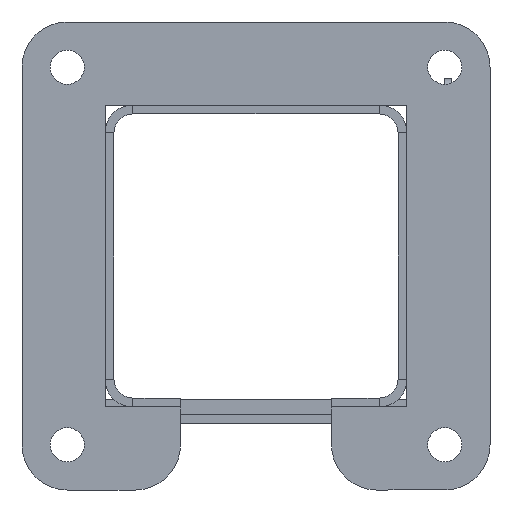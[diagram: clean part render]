
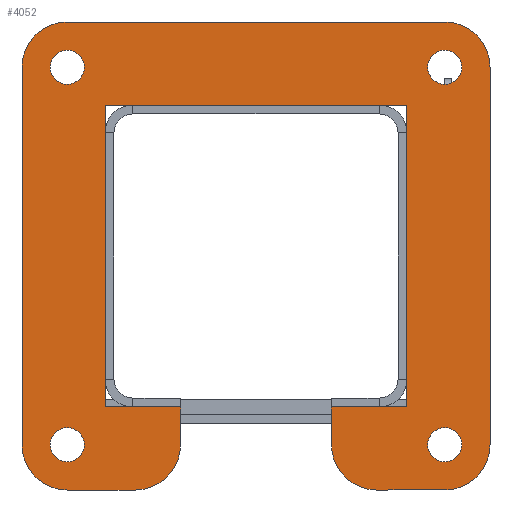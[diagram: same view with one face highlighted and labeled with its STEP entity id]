
A CAD part, front view. The second image highlights one B-rep face of the part: STEP entity #4052.
In plain terms, the highlighted face is planar.
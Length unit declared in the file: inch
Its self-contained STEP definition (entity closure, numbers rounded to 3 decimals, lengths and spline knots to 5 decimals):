
#144=FACE_BOUND('',#670,.T.);
#145=FACE_BOUND('',#671,.T.);
#146=FACE_BOUND('',#672,.T.);
#147=FACE_BOUND('',#673,.T.);
#148=FACE_BOUND('',#674,.T.);
#271=PLANE('',#4347);
#670=EDGE_LOOP('',(#2952));
#671=EDGE_LOOP('',(#2953));
#672=EDGE_LOOP('',(#2954));
#673=EDGE_LOOP('',(#2955));
#674=EDGE_LOOP('',(#2956,#2957,#2958,#2959,#2960,#2961,#2962,#2963,#2964,
#2965,#2966,#2967,#2968,#2969,#2970,#2971,#2972,#2973));
#910=CIRCLE('',#4306,0.14063);
#912=CIRCLE('',#4309,0.14063);
#914=CIRCLE('',#4312,0.14063);
#916=CIRCLE('',#4315,0.14063);
#918=CIRCLE('',#4321,0.375);
#920=CIRCLE('',#4325,0.375);
#922=CIRCLE('',#4329,0.375);
#924=CIRCLE('',#4333,0.375);
#926=CIRCLE('',#4337,0.375);
#928=CIRCLE('',#4341,0.375);
#1104=LINE('',#6097,#1492);
#1108=LINE('',#6105,#1496);
#1111=LINE('',#6111,#1499);
#1115=LINE('',#6123,#1503);
#1119=LINE('',#6135,#1507);
#1123=LINE('',#6147,#1511);
#1127=LINE('',#6159,#1515);
#1131=LINE('',#6171,#1519);
#1135=LINE('',#6183,#1523);
#1138=LINE('',#6189,#1526);
#1141=LINE('',#6195,#1529);
#1144=LINE('',#6200,#1532);
#1492=VECTOR('',#4874,2.5);
#1496=VECTOR('',#4880,0.625);
#1499=VECTOR('',#4885,0.3125);
#1503=VECTOR('',#4897,0.5625);
#1507=VECTOR('',#4909,3.125);
#1511=VECTOR('',#4921,3.125);
#1515=VECTOR('',#4933,3.125);
#1519=VECTOR('',#4945,0.5625);
#1523=VECTOR('',#4957,0.3125);
#1526=VECTOR('',#4962,0.625);
#1529=VECTOR('',#4967,2.5);
#1532=VECTOR('',#4972,2.5);
#1860=VERTEX_POINT('',#6075);
#1862=VERTEX_POINT('',#6080);
#1864=VERTEX_POINT('',#6085);
#1866=VERTEX_POINT('',#6090);
#1868=VERTEX_POINT('',#6095);
#1869=VERTEX_POINT('',#6096);
#1872=VERTEX_POINT('',#6104);
#1874=VERTEX_POINT('',#6110);
#1876=VERTEX_POINT('',#6116);
#1878=VERTEX_POINT('',#6122);
#1880=VERTEX_POINT('',#6128);
#1882=VERTEX_POINT('',#6134);
#1884=VERTEX_POINT('',#6140);
#1886=VERTEX_POINT('',#6146);
#1888=VERTEX_POINT('',#6152);
#1890=VERTEX_POINT('',#6158);
#1892=VERTEX_POINT('',#6164);
#1894=VERTEX_POINT('',#6170);
#1896=VERTEX_POINT('',#6176);
#1898=VERTEX_POINT('',#6182);
#1900=VERTEX_POINT('',#6188);
#1902=VERTEX_POINT('',#6194);
#2254=EDGE_CURVE('',#1860,#1860,#910,.T.);
#2256=EDGE_CURVE('',#1862,#1862,#912,.T.);
#2258=EDGE_CURVE('',#1864,#1864,#914,.T.);
#2260=EDGE_CURVE('',#1866,#1866,#916,.T.);
#2262=EDGE_CURVE('',#1868,#1869,#1104,.T.);
#2266=EDGE_CURVE('',#1869,#1872,#1108,.T.);
#2269=EDGE_CURVE('',#1872,#1874,#1111,.T.);
#2272=EDGE_CURVE('',#1874,#1876,#918,.T.);
#2275=EDGE_CURVE('',#1876,#1878,#1115,.T.);
#2278=EDGE_CURVE('',#1878,#1880,#920,.T.);
#2281=EDGE_CURVE('',#1880,#1882,#1119,.T.);
#2284=EDGE_CURVE('',#1882,#1884,#922,.T.);
#2287=EDGE_CURVE('',#1884,#1886,#1123,.T.);
#2290=EDGE_CURVE('',#1886,#1888,#924,.T.);
#2293=EDGE_CURVE('',#1888,#1890,#1127,.T.);
#2296=EDGE_CURVE('',#1890,#1892,#926,.T.);
#2299=EDGE_CURVE('',#1892,#1894,#1131,.T.);
#2302=EDGE_CURVE('',#1894,#1896,#928,.T.);
#2305=EDGE_CURVE('',#1896,#1898,#1135,.T.);
#2308=EDGE_CURVE('',#1898,#1900,#1138,.T.);
#2311=EDGE_CURVE('',#1900,#1902,#1141,.T.);
#2314=EDGE_CURVE('',#1902,#1868,#1144,.T.);
#2952=ORIENTED_EDGE('',*,*,#2254,.T.);
#2953=ORIENTED_EDGE('',*,*,#2256,.T.);
#2954=ORIENTED_EDGE('',*,*,#2258,.T.);
#2955=ORIENTED_EDGE('',*,*,#2260,.T.);
#2956=ORIENTED_EDGE('',*,*,#2262,.F.);
#2957=ORIENTED_EDGE('',*,*,#2314,.F.);
#2958=ORIENTED_EDGE('',*,*,#2311,.F.);
#2959=ORIENTED_EDGE('',*,*,#2308,.F.);
#2960=ORIENTED_EDGE('',*,*,#2305,.F.);
#2961=ORIENTED_EDGE('',*,*,#2302,.F.);
#2962=ORIENTED_EDGE('',*,*,#2299,.F.);
#2963=ORIENTED_EDGE('',*,*,#2296,.F.);
#2964=ORIENTED_EDGE('',*,*,#2293,.F.);
#2965=ORIENTED_EDGE('',*,*,#2290,.F.);
#2966=ORIENTED_EDGE('',*,*,#2287,.F.);
#2967=ORIENTED_EDGE('',*,*,#2284,.F.);
#2968=ORIENTED_EDGE('',*,*,#2281,.F.);
#2969=ORIENTED_EDGE('',*,*,#2278,.F.);
#2970=ORIENTED_EDGE('',*,*,#2275,.F.);
#2971=ORIENTED_EDGE('',*,*,#2272,.F.);
#2972=ORIENTED_EDGE('',*,*,#2269,.F.);
#2973=ORIENTED_EDGE('',*,*,#2266,.F.);
#4052=ADVANCED_FACE('',(#144,#145,#146,#147,#148),#271,.T.);
#4306=AXIS2_PLACEMENT_3D('',#6076,#4850,#4851);
#4309=AXIS2_PLACEMENT_3D('',#6081,#4856,#4857);
#4312=AXIS2_PLACEMENT_3D('',#6086,#4862,#4863);
#4315=AXIS2_PLACEMENT_3D('',#6091,#4868,#4869);
#4321=AXIS2_PLACEMENT_3D('',#6117,#4890,#4891);
#4325=AXIS2_PLACEMENT_3D('',#6129,#4902,#4903);
#4329=AXIS2_PLACEMENT_3D('',#6141,#4914,#4915);
#4333=AXIS2_PLACEMENT_3D('',#6153,#4926,#4927);
#4337=AXIS2_PLACEMENT_3D('',#6165,#4938,#4939);
#4341=AXIS2_PLACEMENT_3D('',#6177,#4950,#4951);
#4347=AXIS2_PLACEMENT_3D('',#6202,#4974,#4975);
#4850=DIRECTION('center_axis',(0.,0.,-1.));
#4851=DIRECTION('ref_axis',(-1.,0.,0.));
#4856=DIRECTION('center_axis',(0.,0.,-1.));
#4857=DIRECTION('ref_axis',(-1.,0.,0.));
#4862=DIRECTION('center_axis',(0.,0.,-1.));
#4863=DIRECTION('ref_axis',(-1.,0.,0.));
#4868=DIRECTION('center_axis',(0.,0.,-1.));
#4869=DIRECTION('ref_axis',(-1.,0.,0.));
#4874=DIRECTION('',(0.,1.,0.));
#4880=DIRECTION('',(-1.,0.,0.));
#4885=DIRECTION('',(0.,1.,0.));
#4890=DIRECTION('center_axis',(0.,0.,-1.));
#4891=DIRECTION('ref_axis',(0.,-1.,0.));
#4897=DIRECTION('',(1.,0.,0.));
#4902=DIRECTION('center_axis',(0.,0.,-1.));
#4903=DIRECTION('ref_axis',(-1.,0.,0.));
#4909=DIRECTION('',(0.,-1.,0.));
#4914=DIRECTION('center_axis',(0.,0.,-1.));
#4915=DIRECTION('ref_axis',(0.,1.,0.));
#4921=DIRECTION('',(-1.,0.,0.));
#4926=DIRECTION('center_axis',(0.,0.,-1.));
#4927=DIRECTION('ref_axis',(1.,0.,0.));
#4933=DIRECTION('',(0.,1.,0.));
#4938=DIRECTION('center_axis',(0.,0.,-1.));
#4939=DIRECTION('ref_axis',(0.,-1.,0.));
#4945=DIRECTION('',(1.,0.,0.));
#4950=DIRECTION('center_axis',(0.,0.,-1.));
#4951=DIRECTION('ref_axis',(-1.,0.,0.));
#4957=DIRECTION('',(0.,-1.,0.));
#4962=DIRECTION('',(-1.,0.,0.));
#4967=DIRECTION('',(0.,-1.,0.));
#4972=DIRECTION('',(1.,0.,0.));
#4974=DIRECTION('center_axis',(0.,0.,1.));
#4975=DIRECTION('ref_axis',(1.,0.,0.));
#6075=CARTESIAN_POINT('',(-1.42188,1.5625,0.125));
#6076=CARTESIAN_POINT('Origin',(-1.5625,1.5625,0.125));
#6080=CARTESIAN_POINT('',(-1.42188,-1.5625,0.125));
#6081=CARTESIAN_POINT('Origin',(-1.5625,-1.5625,0.125));
#6085=CARTESIAN_POINT('',(1.70313,-1.5625,0.125));
#6086=CARTESIAN_POINT('Origin',(1.5625,-1.5625,0.125));
#6090=CARTESIAN_POINT('',(1.70313,1.5625,0.125));
#6091=CARTESIAN_POINT('Origin',(1.5625,1.5625,0.125));
#6095=CARTESIAN_POINT('',(1.25,-1.25,0.125));
#6096=CARTESIAN_POINT('',(1.25,1.25,0.125));
#6097=CARTESIAN_POINT('',(1.25,-1.25,0.125));
#6104=CARTESIAN_POINT('',(0.625,1.25,0.125));
#6105=CARTESIAN_POINT('',(1.25,1.25,0.125));
#6110=CARTESIAN_POINT('',(0.625,1.5625,0.125));
#6111=CARTESIAN_POINT('',(0.625,1.25,0.125));
#6116=CARTESIAN_POINT('',(1.,1.9375,0.125));
#6117=CARTESIAN_POINT('Origin',(1.,1.5625,0.125));
#6122=CARTESIAN_POINT('',(1.5625,1.9375,0.125));
#6123=CARTESIAN_POINT('',(1.,1.9375,0.125));
#6128=CARTESIAN_POINT('',(1.9375,1.5625,0.125));
#6129=CARTESIAN_POINT('Origin',(1.5625,1.5625,0.125));
#6134=CARTESIAN_POINT('',(1.9375,-1.5625,0.125));
#6135=CARTESIAN_POINT('',(1.9375,1.5625,0.125));
#6140=CARTESIAN_POINT('',(1.5625,-1.9375,0.125));
#6141=CARTESIAN_POINT('Origin',(1.5625,-1.5625,0.125));
#6146=CARTESIAN_POINT('',(-1.5625,-1.9375,0.125));
#6147=CARTESIAN_POINT('',(1.5625,-1.9375,0.125));
#6152=CARTESIAN_POINT('',(-1.9375,-1.5625,0.125));
#6153=CARTESIAN_POINT('Origin',(-1.5625,-1.5625,0.125));
#6158=CARTESIAN_POINT('',(-1.9375,1.5625,0.125));
#6159=CARTESIAN_POINT('',(-1.9375,-1.5625,0.125));
#6164=CARTESIAN_POINT('',(-1.5625,1.9375,0.125));
#6165=CARTESIAN_POINT('Origin',(-1.5625,1.5625,0.125));
#6170=CARTESIAN_POINT('',(-1.,1.9375,0.125));
#6171=CARTESIAN_POINT('',(-1.5625,1.9375,0.125));
#6176=CARTESIAN_POINT('',(-0.625,1.5625,0.125));
#6177=CARTESIAN_POINT('Origin',(-1.,1.5625,0.125));
#6182=CARTESIAN_POINT('',(-0.625,1.25,0.125));
#6183=CARTESIAN_POINT('',(-0.625,1.5625,0.125));
#6188=CARTESIAN_POINT('',(-1.25,1.25,0.125));
#6189=CARTESIAN_POINT('',(-0.625,1.25,0.125));
#6194=CARTESIAN_POINT('',(-1.25,-1.25,0.125));
#6195=CARTESIAN_POINT('',(-1.25,1.25,0.125));
#6200=CARTESIAN_POINT('',(-1.25,-1.25,0.125));
#6202=CARTESIAN_POINT('Origin',(0.,-0.10434,
0.125));
